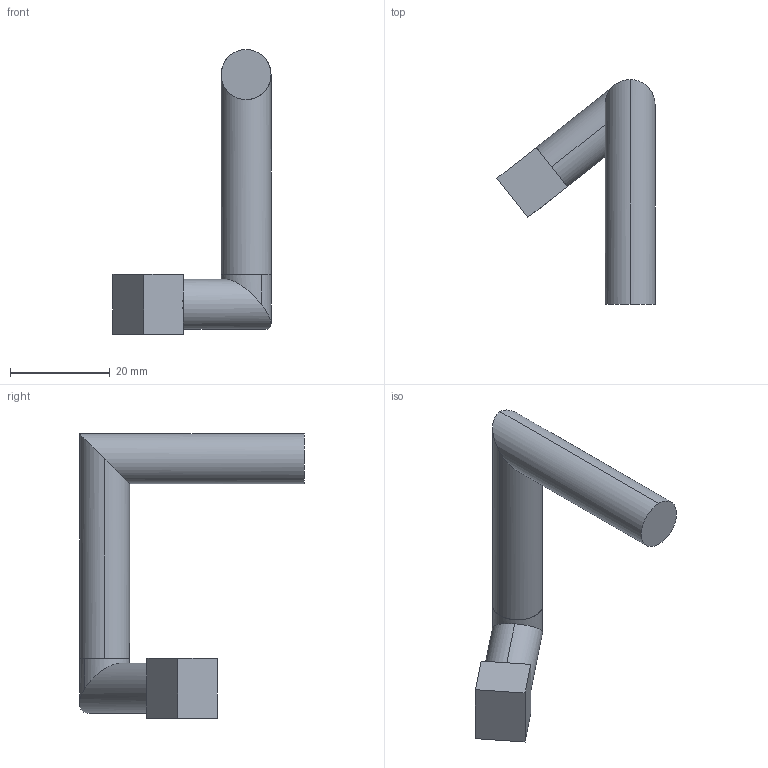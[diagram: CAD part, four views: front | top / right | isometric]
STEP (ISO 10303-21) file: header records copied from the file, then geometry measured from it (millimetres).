
FILE_DESCRIPTION (( 'STEP AP214' ), '1' );
FILE_NAME ('table pushing.STEP', '2021-02-28T09:45:28', ( '' ), ( '' ), 'SwSTEP 2.0', 'SolidWorks 2020', '' );
FILE_SCHEMA (( 'AUTOMOTIVE_DESIGN' ));
Length unit declared in the file: millimetre
Products named in the file (3): base; handle; table pushing
Assembly tree (2 placements, depth 2):
  table pushing
    base
    handle
Bounding box: 31.63 x 45 x 57 mm (x, y, z)
Volume: 9525.2 mm3; surface area: 4355.7 mm2
Topology: 2 solids, 2 shells, 24 faces, 52 edges, 34 vertices
Faces by surface type: cylinder 12, plane 12
Entity records: 988 total; most frequent: CARTESIAN_POINT 139, DIRECTION 120, ORIENTED_EDGE 104, EDGE_CURVE 52, AXIS2_PLACEMENT_3D 47, VERTEX_POINT 34, UNCERTAINTY_MEASURE_WITH_UNIT 27, VECTOR 26
